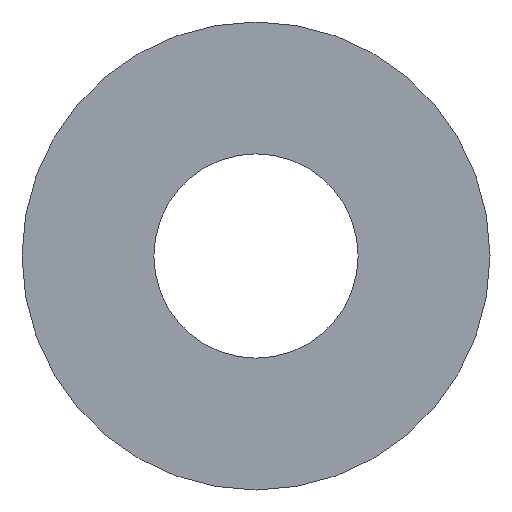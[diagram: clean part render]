
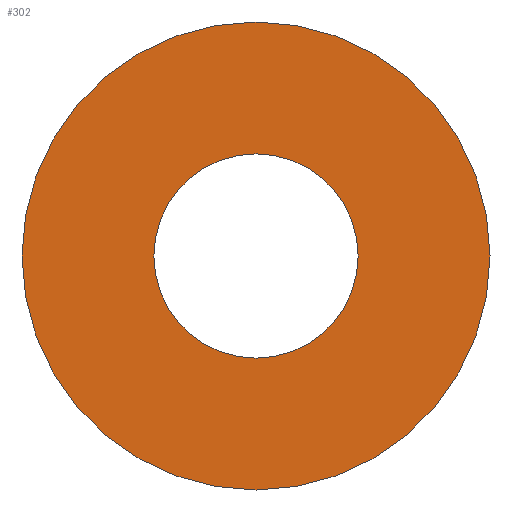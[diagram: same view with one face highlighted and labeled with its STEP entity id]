
A CAD part, front view. The second image highlights one B-rep face of the part: STEP entity #302.
In plain terms, the highlighted planar face has unit normal (0, -1, 0).
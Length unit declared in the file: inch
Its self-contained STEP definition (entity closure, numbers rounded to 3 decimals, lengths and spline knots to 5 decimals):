
#7 = VERTEX_POINT ( 'NONE', #211 ) ;
#40 = DIRECTION ( 'NONE',  ( 0., 0., 1. ) ) ;
#46 = CARTESIAN_POINT ( 'NONE',  ( 0., 0., -0.21875 ) ) ;
#54 = CARTESIAN_POINT ( 'NONE',  ( 0., 0., 0. ) ) ;
#55 = AXIS2_PLACEMENT_3D ( 'NONE', #179, #104, #40 ) ;
#57 = DIRECTION ( 'NONE',  ( 0., 0., 1. ) ) ;
#59 = VERTEX_POINT ( 'NONE', #46 ) ;
#61 = CIRCLE ( 'NONE', #55, 0.0955 ) ;
#62 = AXIS2_PLACEMENT_3D ( 'NONE', #54, #86, #93 ) ;
#67 = AXIS2_PLACEMENT_3D ( 'NONE', #299, #245, #143 ) ;
#85 = ORIENTED_EDGE ( 'NONE', *, *, #168, .T. ) ;
#86 = DIRECTION ( 'NONE',  ( 0., 1., 0. ) ) ;
#93 = DIRECTION ( 'NONE',  ( 0., 0., 1. ) ) ;
#96 = CARTESIAN_POINT ( 'NONE',  ( 0., 0., -0.0955 ) ) ;
#104 = DIRECTION ( 'NONE',  ( 0., 1., 0. ) ) ;
#110 = CARTESIAN_POINT ( 'NONE',  ( 0., 0., 0. ) ) ;
#111 = PLANE ( 'NONE',  #310 ) ;
#118 = DIRECTION ( 'NONE',  ( 0., 1., 0. ) ) ;
#119 = EDGE_CURVE ( 'NONE', #206, #148, #61, .T. ) ;
#141 = ORIENTED_EDGE ( 'NONE', *, *, #240, .F. ) ;
#143 = DIRECTION ( 'NONE',  ( 0., 0., 1. ) ) ;
#148 = VERTEX_POINT ( 'NONE', #232 ) ;
#150 = ORIENTED_EDGE ( 'NONE', *, *, #188, .F. ) ;
#151 = AXIS2_PLACEMENT_3D ( 'NONE', #209, #275, #269 ) ;
#152 = FACE_OUTER_BOUND ( 'NONE', #228, .T. ) ;
#168 = EDGE_CURVE ( 'NONE', #148, #206, #216, .T. ) ;
#177 = FACE_BOUND ( 'NONE', #207, .T. ) ;
#179 = CARTESIAN_POINT ( 'NONE',  ( 0., 0., 0. ) ) ;
#188 = EDGE_CURVE ( 'NONE', #59, #7, #273, .T. ) ;
#196 = CIRCLE ( 'NONE', #62, 0.21875 ) ;
#206 = VERTEX_POINT ( 'NONE', #96 ) ;
#207 = EDGE_LOOP ( 'NONE', ( #210, #85 ) ) ;
#209 = CARTESIAN_POINT ( 'NONE',  ( 0., 0., 0. ) ) ;
#210 = ORIENTED_EDGE ( 'NONE', *, *, #119, .T. ) ;
#211 = CARTESIAN_POINT ( 'NONE',  ( 0., 0., 0.21875 ) ) ;
#216 = CIRCLE ( 'NONE', #151, 0.0955 ) ;
#228 = EDGE_LOOP ( 'NONE', ( #150, #141 ) ) ;
#232 = CARTESIAN_POINT ( 'NONE',  ( 0., 0., 0.0955 ) ) ;
#240 = EDGE_CURVE ( 'NONE', #7, #59, #196, .T. ) ;
#245 = DIRECTION ( 'NONE',  ( 0., 1., 0. ) ) ;
#269 = DIRECTION ( 'NONE',  ( 0., 0., 1. ) ) ;
#273 = CIRCLE ( 'NONE', #67, 0.21875 ) ;
#275 = DIRECTION ( 'NONE',  ( 0., 1., 0. ) ) ;
#299 = CARTESIAN_POINT ( 'NONE',  ( 0., 0., 0. ) ) ;
#302 = ADVANCED_FACE ( 'NONE', ( #177, #152 ), #111, .F. ) ;
#310 = AXIS2_PLACEMENT_3D ( 'NONE', #110, #118, #57 ) ;
